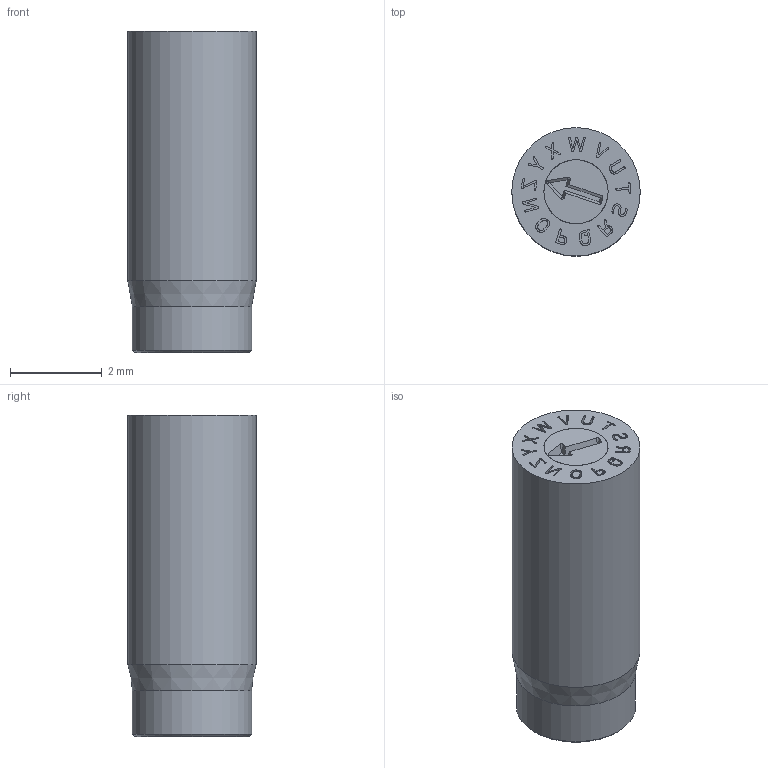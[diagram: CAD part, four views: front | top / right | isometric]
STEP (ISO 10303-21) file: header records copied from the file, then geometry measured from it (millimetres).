
FILE_DESCRIPTION(/* description */ (''),/* implementation_level */ '2;1');
FILE_NAME(/* name */ 'Dati-1400_N$2,8$00.stp',/* time_stamp */ '2025-09-12T11:22:46+02:00',/* author */ ('olafg'),/* organization */ (''),/* preprocessor_version */ 'ST-DEVELOPER v20',/* originating_system */ 'Autodesk Inventor 2024',/* authorisation */ '');
FILE_SCHEMA (('AUTOMOTIVE_DESIGN { 1 0 10303 214 3 1 1 }'));
Length unit declared in the file: millimetre
Products named in the file (3): Zusammenbau B 1302,8; 1002,8-01-00 Hülse; 1302,8-05-00 Stelleinsatz
Assembly tree (2 placements, depth 2):
  Zusammenbau B 1302,8
    1002,8-01-00 Hülse
    1302,8-05-00 Stelleinsatz
Bounding box: 2.8 x 2.8 x 7 mm (x, y, z)
Volume: 31.9 mm3; surface area: 121.1 mm2
Topology: 2 solids, 2 shells, 276 faces, 758 edges, 501 vertices
Faces by surface type: bspline 153, plane 108, cone 8, cylinder 6, torus 1
Full cylindrical faces by diameter (mm): 0.8 x1, 1.4 x2, 1.6 x1, 2.6 x1, 2.8 x1
Entity records: 9603 total; most frequent: CARTESIAN_POINT 3541, ORIENTED_EDGE 1506, EDGE_CURVE 753, DIRECTION 727, VERTEX_POINT 501, LINE 423, VECTOR 423, B_SPLINE_CURVE_WITH_KNOTS 306
